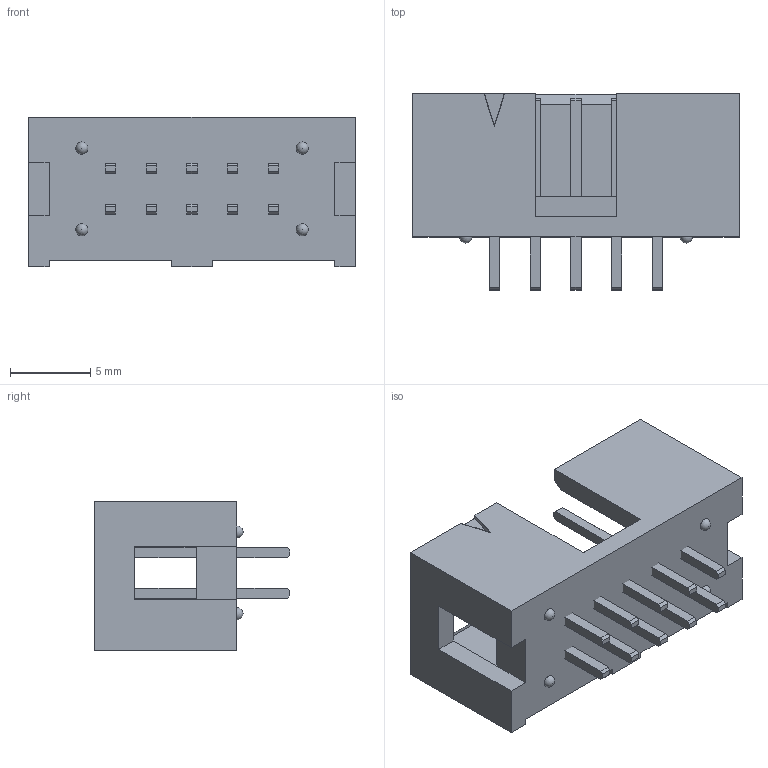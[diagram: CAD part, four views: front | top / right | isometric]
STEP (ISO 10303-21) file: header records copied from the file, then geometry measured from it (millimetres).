
FILE_DESCRIPTION(/* description */ ('STEP AP214'),/* implementation_level */ '2;1');
FILE_NAME(/* name */ 'TST-105-01-G-D',/* time_stamp */ '2025-06-27T04:51:34+02:00',/* author */ ('License CC BY-ND 4.0'),/* organization */ ('CADENAS'),/* preprocessor_version */ 'ST-DEVELOPER v19.3',/* originating_system */ 'PARTsolutions',/* authorisation */ ' ');
FILE_SCHEMA (('AUTOMOTIVE_DESIGN {1 0 10303 214 3 1 1}'));
Length unit declared in the file: inch
Products named in the file (4): TST-105-01-G-D; TST-105-01-D_header; TST-First_Position_Indicator; T-1S6-05-01-D
Assembly tree (3 placements, depth 2):
  TST-105-01-G-D
    TST-105-01-D_header
    TST-First_Position_Indicator
    T-1S6-05-01-D
Bounding box: 20.32 x 12.19 x 9.27 mm (x, y, z)
Volume: 864.7 mm3; surface area: 1512.5 mm2
Topology: 3 solids, 3 shells, 170 faces, 498 edges, 330 vertices
Faces by surface type: plane 166, sphere 4
Entity records: 5539 total; most frequent: CARTESIAN_POINT 982, ORIENTED_EDGE 972, DIRECTION 838, EDGE_CURVE 486, LINE 482, VECTOR 482, VERTEX_POINT 322, AXIS2_PLACEMENT_3D 178
